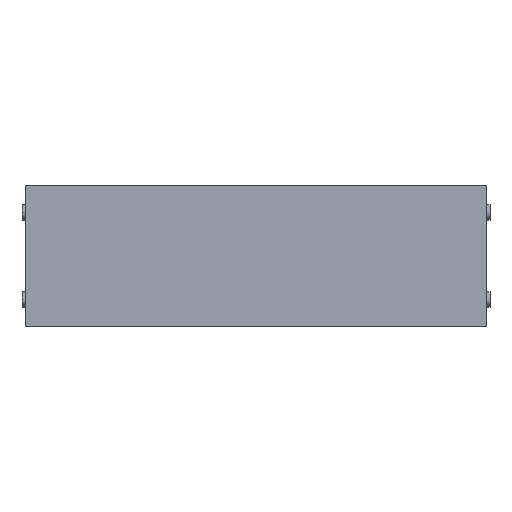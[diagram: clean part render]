
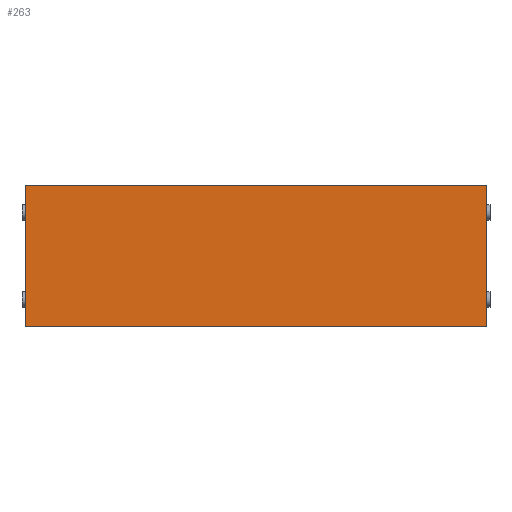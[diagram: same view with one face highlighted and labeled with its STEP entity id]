
A CAD part, front view. The second image highlights one B-rep face of the part: STEP entity #263.
In plain terms, the highlighted planar face has unit normal (0, -1, 0).
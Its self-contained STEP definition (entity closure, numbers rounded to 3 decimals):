
#263 = ADVANCED_FACE ( 'NONE', ( #7673 ), #11415, .T. ) ;
#483 = ORIENTED_EDGE ( 'NONE', *, *, #5573, .T. ) ;
#965 = VERTEX_POINT ( 'NONE', #10801 ) ;
#1154 = ORIENTED_EDGE ( 'NONE', *, *, #8392, .T. ) ;
#1505 = EDGE_LOOP ( 'NONE', ( #1154, #7085, #2213, #483 ) ) ;
#1511 = CARTESIAN_POINT ( 'NONE',  ( 212., -20., 65. ) ) ;
#1587 = DIRECTION ( 'NONE',  ( 1., 0., 0. ) ) ;
#1957 = VERTEX_POINT ( 'NONE', #7834 ) ;
#2146 = LINE ( 'NONE', #10976, #2611 ) ;
#2148 = CARTESIAN_POINT ( 'NONE',  ( -212., -20., -65. ) ) ;
#2213 = ORIENTED_EDGE ( 'NONE', *, *, #2370, .T. ) ;
#2223 = LINE ( 'NONE', #6649, #7331 ) ;
#2370 = EDGE_CURVE ( 'NONE', #965, #3939, #3283, .T. ) ;
#2611 = VECTOR ( 'NONE', #5740, 1000. ) ;
#3283 = LINE ( 'NONE', #1511, #5122 ) ;
#3428 = VERTEX_POINT ( 'NONE', #2148 ) ;
#3939 = VERTEX_POINT ( 'NONE', #7786 ) ;
#5122 = VECTOR ( 'NONE', #7709, 1000. ) ;
#5573 = EDGE_CURVE ( 'NONE', #3939, #1957, #2146, .T. ) ;
#5740 = DIRECTION ( 'NONE',  ( -1., 0., 0. ) ) ;
#6649 = CARTESIAN_POINT ( 'NONE',  ( -212., -20., 65. ) ) ;
#6898 = LINE ( 'NONE', #10520, #8790 ) ;
#7085 = ORIENTED_EDGE ( 'NONE', *, *, #9602, .T. ) ;
#7331 = VECTOR ( 'NONE', #8545, 1000. ) ;
#7673 = FACE_OUTER_BOUND ( 'NONE', #1505, .T. ) ;
#7709 = DIRECTION ( 'NONE',  ( 0., 0., 1. ) ) ;
#7786 = CARTESIAN_POINT ( 'NONE',  ( 212., -20., 65. ) ) ;
#7834 = CARTESIAN_POINT ( 'NONE',  ( -212., -20., 65. ) ) ;
#7850 = DIRECTION ( 'NONE',  ( 0., -1., 0. ) ) ;
#8392 = EDGE_CURVE ( 'NONE', #1957, #3428, #2223, .T. ) ;
#8545 = DIRECTION ( 'NONE',  ( 0., 0., -1. ) ) ;
#8790 = VECTOR ( 'NONE', #1587, 1000. ) ;
#9507 = AXIS2_PLACEMENT_3D ( 'NONE', #11294, #7850, #11470 ) ;
#9602 = EDGE_CURVE ( 'NONE', #3428, #965, #6898, .T. ) ;
#10520 = CARTESIAN_POINT ( 'NONE',  ( -212., -20., -65. ) ) ;
#10801 = CARTESIAN_POINT ( 'NONE',  ( 212., -20., -65. ) ) ;
#10976 = CARTESIAN_POINT ( 'NONE',  ( -212., -20., 65. ) ) ;
#11294 = CARTESIAN_POINT ( 'NONE',  ( 0., -20., 0. ) ) ;
#11415 = PLANE ( 'NONE',  #9507 ) ;
#11470 = DIRECTION ( 'NONE',  ( 0., 0., -1. ) ) ;
